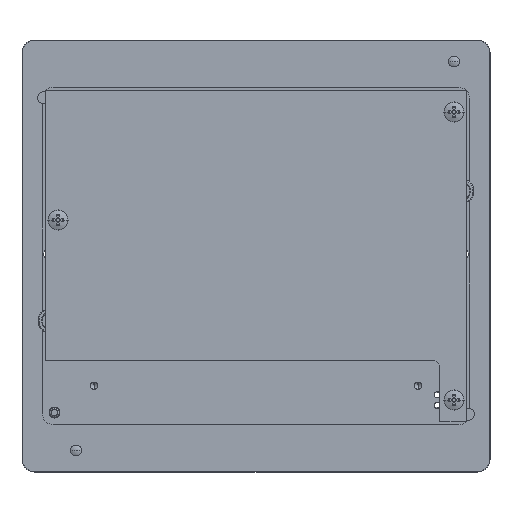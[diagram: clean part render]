
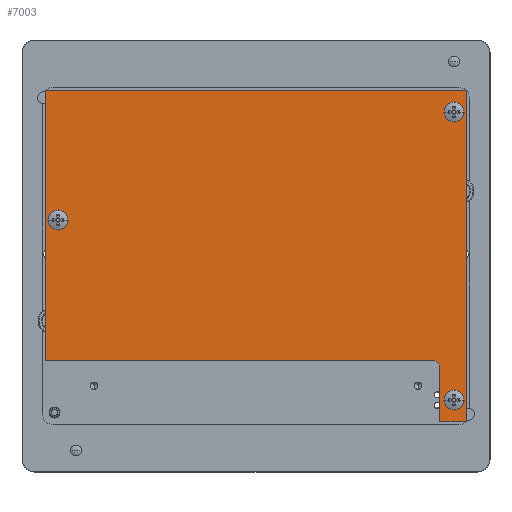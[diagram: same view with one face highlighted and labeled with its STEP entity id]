
A CAD part, front view. The second image highlights one B-rep face of the part: STEP entity #7003.
In plain terms, the highlighted face is planar.
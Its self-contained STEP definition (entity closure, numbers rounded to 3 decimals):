
#3 = EDGE_CURVE ( 'NONE', #9783, #8734, #22119, .T. ) ;
#752 = EDGE_CURVE ( 'NONE', #10139, #15249, #9008, .T. ) ;
#982 = CIRCLE ( 'NONE', #19836, 1.65 ) ;
#1832 = EDGE_CURVE ( 'NONE', #13073, #15259, #19862, .T. ) ;
#1964 = CARTESIAN_POINT ( 'NONE',  ( -55., 0., 40. ) ) ;
#1988 = CIRCLE ( 'NONE', #17965, 1.65 ) ;
#2048 = CIRCLE ( 'NONE', #19750, 1.65 ) ;
#2904 = VERTEX_POINT ( 'NONE', #13809 ) ;
#2917 = EDGE_LOOP ( 'NONE', ( #20382, #23481 ) ) ;
#2923 = CARTESIAN_POINT ( 'NONE',  ( -51., 0., -46. ) ) ;
#3090 = PLANE ( 'NONE',  #24598 ) ;
#3254 = DIRECTION ( 'NONE',  ( 0., 1., 0. ) ) ;
#3359 = ORIENTED_EDGE ( 'NONE', *, *, #5950, .F. ) ;
#3473 = DIRECTION ( 'NONE',  ( 0., 0., 1. ) ) ;
#3550 = DIRECTION ( 'NONE',  ( 0., 0., 1. ) ) ;
#3628 = ORIENTED_EDGE ( 'NONE', *, *, #15983, .F. ) ;
#4367 = DIRECTION ( 'NONE',  ( 1., 0., 0. ) ) ;
#4423 = LINE ( 'NONE', #9425, #18925 ) ;
#4895 = CARTESIAN_POINT ( 'NONE',  ( 55., 0., 10. ) ) ;
#4914 = FACE_BOUND ( 'NONE', #11490, .T. ) ;
#4934 = LINE ( 'NONE', #2923, #21740 ) ;
#5047 = CARTESIAN_POINT ( 'NONE',  ( -49., 0., -29. ) ) ;
#5071 = ORIENTED_EDGE ( 'NONE', *, *, #3, .T. ) ;
#5078 = DIRECTION ( 'NONE',  ( 0., 0., -1. ) ) ;
#5114 = VERTEX_POINT ( 'NONE', #21921 ) ;
#5140 = CARTESIAN_POINT ( 'NONE',  ( -58.5, 0., -46. ) ) ;
#5369 = EDGE_CURVE ( 'NONE', #12472, #9783, #4423, .T. ) ;
#5487 = CARTESIAN_POINT ( 'NONE',  ( -49., 0., -31. ) ) ;
#5950 = EDGE_CURVE ( 'NONE', #12111, #27475, #26744, .T. ) ;
#7003 = ADVANCED_FACE ( 'NONE', ( #12829, #4914, #18745, #24009 ), #3090, .F. ) ;
#7205 = LINE ( 'NONE', #23413, #23326 ) ;
#7210 = CARTESIAN_POINT ( 'NONE',  ( -58.5, 0., -46. ) ) ;
#7350 = DIRECTION ( 'NONE',  ( 0., -1., 0. ) ) ;
#7923 = CARTESIAN_POINT ( 'NONE',  ( 58.5, 0., -29. ) ) ;
#8050 = CARTESIAN_POINT ( 'NONE',  ( -55., 0., -38.35 ) ) ;
#8272 = EDGE_CURVE ( 'NONE', #27475, #8734, #22378, .T. ) ;
#8410 = CARTESIAN_POINT ( 'NONE',  ( -49., 0., -29. ) ) ;
#8734 = VERTEX_POINT ( 'NONE', #7923 ) ;
#8891 = CARTESIAN_POINT ( 'NONE',  ( 58.5, 0., 46. ) ) ;
#9008 = LINE ( 'NONE', #27115, #24478 ) ;
#9425 = CARTESIAN_POINT ( 'NONE',  ( -58.5, 0., 46. ) ) ;
#9577 = ORIENTED_EDGE ( 'NONE', *, *, #16706, .T. ) ;
#9783 = VERTEX_POINT ( 'NONE', #8891 ) ;
#9860 = DIRECTION ( 'NONE',  ( 0., 0., 1. ) ) ;
#9966 = ORIENTED_EDGE ( 'NONE', *, *, #5369, .T. ) ;
#10139 = VERTEX_POINT ( 'NONE', #23482 ) ;
#10389 = DIRECTION ( 'NONE',  ( 0., 0., 1. ) ) ;
#10580 = DIRECTION ( 'NONE',  ( 0., 1., 0. ) ) ;
#10682 = VECTOR ( 'NONE', #4367, 1000. ) ;
#10931 = AXIS2_PLACEMENT_3D ( 'NONE', #26257, #13114, #19386 ) ;
#11490 = EDGE_LOOP ( 'NONE', ( #3628, #19628 ) ) ;
#11718 = DIRECTION ( 'NONE',  ( 0., 0., -1. ) ) ;
#12111 = VERTEX_POINT ( 'NONE', #25453 ) ;
#12164 = DIRECTION ( 'NONE',  ( 0., 1., 0. ) ) ;
#12354 = DIRECTION ( 'NONE',  ( 0., 0., 1. ) ) ;
#12407 = DIRECTION ( 'NONE',  ( 0., 0., 1. ) ) ;
#12472 = VERTEX_POINT ( 'NONE', #20440 ) ;
#12829 = FACE_BOUND ( 'NONE', #26178, .T. ) ;
#12971 = CIRCLE ( 'NONE', #23675, 1.65 ) ;
#13073 = VERTEX_POINT ( 'NONE', #20977 ) ;
#13114 = DIRECTION ( 'NONE',  ( 0., 1., 0. ) ) ;
#13809 = CARTESIAN_POINT ( 'NONE',  ( -55., 0., 38.35 ) ) ;
#13963 = DIRECTION ( 'NONE',  ( -1., 0., 0. ) ) ;
#14163 = DIRECTION ( 'NONE',  ( 0., 0., 1. ) ) ;
#14513 = DIRECTION ( 'NONE',  ( 0., 1., 0. ) ) ;
#15249 = VERTEX_POINT ( 'NONE', #7210 ) ;
#15259 = VERTEX_POINT ( 'NONE', #26949 ) ;
#15983 = EDGE_CURVE ( 'NONE', #15259, #13073, #2048, .T. ) ;
#16706 = EDGE_CURVE ( 'NONE', #15249, #12472, #7205, .T. ) ;
#17241 = EDGE_CURVE ( 'NONE', #2904, #26328, #12971, .T. ) ;
#17965 = AXIS2_PLACEMENT_3D ( 'NONE', #23028, #12164, #9860 ) ;
#18582 = CARTESIAN_POINT ( 'NONE',  ( -55., 0., 40. ) ) ;
#18745 = FACE_BOUND ( 'NONE', #2917, .T. ) ;
#18925 = VECTOR ( 'NONE', #24813, 1000. ) ;
#19175 = EDGE_LOOP ( 'NONE', ( #3359, #24462, #26941, #9577, #9966, #5071, #22134 ) ) ;
#19386 = DIRECTION ( 'NONE',  ( 0., 0., 1. ) ) ;
#19628 = ORIENTED_EDGE ( 'NONE', *, *, #1832, .F. ) ;
#19750 = AXIS2_PLACEMENT_3D ( 'NONE', #25549, #14513, #3473 ) ;
#19836 = AXIS2_PLACEMENT_3D ( 'NONE', #1964, #10580, #10389 ) ;
#19862 = CIRCLE ( 'NONE', #23948, 1.65 ) ;
#20382 = ORIENTED_EDGE ( 'NONE', *, *, #27583, .F. ) ;
#20440 = CARTESIAN_POINT ( 'NONE',  ( -58.5, 0., 46. ) ) ;
#20977 = CARTESIAN_POINT ( 'NONE',  ( 55., 0., 8.35 ) ) ;
#21462 = EDGE_CURVE ( 'NONE', #10139, #12111, #4934, .T. ) ;
#21740 = VECTOR ( 'NONE', #14163, 1000. ) ;
#21921 = CARTESIAN_POINT ( 'NONE',  ( -55., 0., -41.65 ) ) ;
#22119 = LINE ( 'NONE', #26952, #27641 ) ;
#22134 = ORIENTED_EDGE ( 'NONE', *, *, #8272, .F. ) ;
#22378 = LINE ( 'NONE', #8410, #10682 ) ;
#22639 = DIRECTION ( 'NONE',  ( 0., 0., 1. ) ) ;
#22684 = CIRCLE ( 'NONE', #10931, 1.65 ) ;
#22968 = VERTEX_POINT ( 'NONE', #8050 ) ;
#23028 = CARTESIAN_POINT ( 'NONE',  ( -55., 0., -40. ) ) ;
#23266 = DIRECTION ( 'NONE',  ( 0., 1., 0. ) ) ;
#23326 = VECTOR ( 'NONE', #12354, 1000. ) ;
#23413 = CARTESIAN_POINT ( 'NONE',  ( -58.5, 0., 46. ) ) ;
#23481 = ORIENTED_EDGE ( 'NONE', *, *, #17241, .F. ) ;
#23482 = CARTESIAN_POINT ( 'NONE',  ( -51., 0., -46. ) ) ;
#23675 = AXIS2_PLACEMENT_3D ( 'NONE', #18582, #23266, #12407 ) ;
#23741 = ORIENTED_EDGE ( 'NONE', *, *, #25931, .F. ) ;
#23948 = AXIS2_PLACEMENT_3D ( 'NONE', #4895, #26788, #22639 ) ;
#23992 = AXIS2_PLACEMENT_3D ( 'NONE', #5487, #3254, #3550 ) ;
#24009 = FACE_OUTER_BOUND ( 'NONE', #19175, .T. ) ;
#24462 = ORIENTED_EDGE ( 'NONE', *, *, #21462, .F. ) ;
#24478 = VECTOR ( 'NONE', #13963, 1000. ) ;
#24598 = AXIS2_PLACEMENT_3D ( 'NONE', #5140, #7350, #11718 ) ;
#24813 = DIRECTION ( 'NONE',  ( 1., 0., 0. ) ) ;
#24865 = EDGE_CURVE ( 'NONE', #22968, #5114, #1988, .T. ) ;
#25404 = CARTESIAN_POINT ( 'NONE',  ( -55., 0., 41.65 ) ) ;
#25453 = CARTESIAN_POINT ( 'NONE',  ( -51., 0., -31. ) ) ;
#25549 = CARTESIAN_POINT ( 'NONE',  ( 55., 0., 10. ) ) ;
#25713 = ORIENTED_EDGE ( 'NONE', *, *, #24865, .F. ) ;
#25931 = EDGE_CURVE ( 'NONE', #5114, #22968, #22684, .T. ) ;
#26178 = EDGE_LOOP ( 'NONE', ( #25713, #23741 ) ) ;
#26257 = CARTESIAN_POINT ( 'NONE',  ( -55., 0., -40. ) ) ;
#26328 = VERTEX_POINT ( 'NONE', #25404 ) ;
#26744 = CIRCLE ( 'NONE', #23992, 2. ) ;
#26788 = DIRECTION ( 'NONE',  ( 0., 1., 0. ) ) ;
#26941 = ORIENTED_EDGE ( 'NONE', *, *, #752, .T. ) ;
#26949 = CARTESIAN_POINT ( 'NONE',  ( 55., 0., 11.65 ) ) ;
#26952 = CARTESIAN_POINT ( 'NONE',  ( 58.5, 0., 46. ) ) ;
#27115 = CARTESIAN_POINT ( 'NONE',  ( -58.5, 0., -46. ) ) ;
#27475 = VERTEX_POINT ( 'NONE', #5047 ) ;
#27583 = EDGE_CURVE ( 'NONE', #26328, #2904, #982, .T. ) ;
#27641 = VECTOR ( 'NONE', #5078, 1000. ) ;
